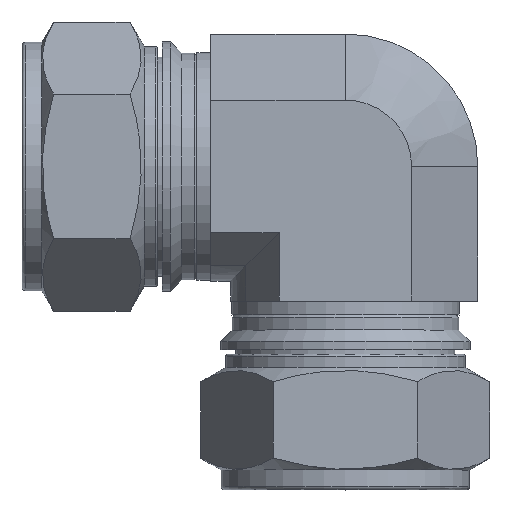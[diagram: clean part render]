
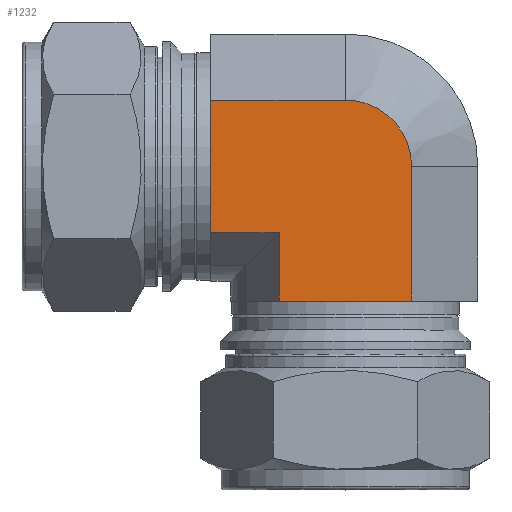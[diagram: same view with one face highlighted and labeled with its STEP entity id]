
A CAD part, top view. The second image highlights one B-rep face of the part: STEP entity #1232.
In plain terms, the highlighted planar face has unit normal (0, 0, 1).
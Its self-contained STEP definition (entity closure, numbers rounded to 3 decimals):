
#114=CIRCLE('',#1394,10.083);
#218=FACE_OUTER_BOUND('',#313,.T.);
#313=EDGE_LOOP('',(#1093,#1094,#1095,#1096,#1097,#1098,#1099));
#366=LINE('',#2113,#446);
#379=LINE('',#2143,#459);
#380=LINE('',#2145,#460);
#386=LINE('',#2159,#466);
#394=LINE('',#2180,#474);
#395=LINE('',#2182,#475);
#446=VECTOR('',#1708,10.);
#459=VECTOR('',#1733,10.);
#460=VECTOR('',#1736,10.);
#466=VECTOR('',#1750,10.);
#474=VECTOR('',#1772,10.);
#475=VECTOR('',#1775,10.);
#582=VERTEX_POINT('',#2110);
#583=VERTEX_POINT('',#2112);
#593=VERTEX_POINT('',#2139);
#594=VERTEX_POINT('',#2141);
#598=VERTEX_POINT('',#2158);
#599=VERTEX_POINT('',#2162);
#604=VERTEX_POINT('',#2178);
#738=EDGE_CURVE('',#582,#583,#366,.T.);
#753=EDGE_CURVE('',#593,#594,#379,.T.);
#754=EDGE_CURVE('',#583,#594,#380,.T.);
#761=EDGE_CURVE('',#593,#598,#386,.T.);
#764=EDGE_CURVE('',#599,#582,#114,.T.);
#772=EDGE_CURVE('',#599,#604,#394,.T.);
#773=EDGE_CURVE('',#598,#604,#395,.T.);
#1093=ORIENTED_EDGE('',*,*,#764,.F.);
#1094=ORIENTED_EDGE('',*,*,#772,.T.);
#1095=ORIENTED_EDGE('',*,*,#773,.F.);
#1096=ORIENTED_EDGE('',*,*,#761,.F.);
#1097=ORIENTED_EDGE('',*,*,#753,.T.);
#1098=ORIENTED_EDGE('',*,*,#754,.F.);
#1099=ORIENTED_EDGE('',*,*,#738,.F.);
#1150=PLANE('',#1400);
#1232=ADVANCED_FACE('',(#218),#1150,.T.);
#1394=AXIS2_PLACEMENT_3D('',#2165,#1755,#1756);
#1400=AXIS2_PLACEMENT_3D('',#2181,#1773,#1774);
#1708=DIRECTION('',(0.,-1.,0.));
#1733=DIRECTION('',(0.,-1.,0.));
#1736=DIRECTION('',(-1.,0.,0.));
#1750=DIRECTION('',(-1.,0.,0.));
#1755=DIRECTION('center_axis',(0.,0.,
-1.));
#1756=DIRECTION('ref_axis',(0.,1.,0.));
#1772=DIRECTION('',(-1.,0.,0.));
#1773=DIRECTION('center_axis',(0.,0.,1.));
#1774=DIRECTION('ref_axis',(0.,1.,0.));
#1775=DIRECTION('',(0.,1.,0.));
#2110=CARTESIAN_POINT('',(10.083,0.,17.465));
#2112=CARTESIAN_POINT('',(10.083,-20.5,17.465));
#2113=CARTESIAN_POINT('',(10.083,0.,17.465));
#2139=CARTESIAN_POINT('',(-10.083,-10.083,17.465));
#2141=CARTESIAN_POINT('',(-10.083,-20.5,17.465));
#2143=CARTESIAN_POINT('',(-10.083,0.,17.465));
#2145=CARTESIAN_POINT('',(10.083,-20.5,17.465));
#2158=CARTESIAN_POINT('',(-20.5,-10.083,17.465));
#2159=CARTESIAN_POINT('',(0.,-10.083,17.465));
#2162=CARTESIAN_POINT('',(0.,10.083,17.465));
#2165=CARTESIAN_POINT('Origin',(0.,0.,
17.465));
#2178=CARTESIAN_POINT('',(-20.5,10.083,17.465));
#2180=CARTESIAN_POINT('',(0.,10.083,17.465));
#2181=CARTESIAN_POINT('Origin',(0.,-10.083,
17.465));
#2182=CARTESIAN_POINT('',(-20.5,-10.083,17.465));
